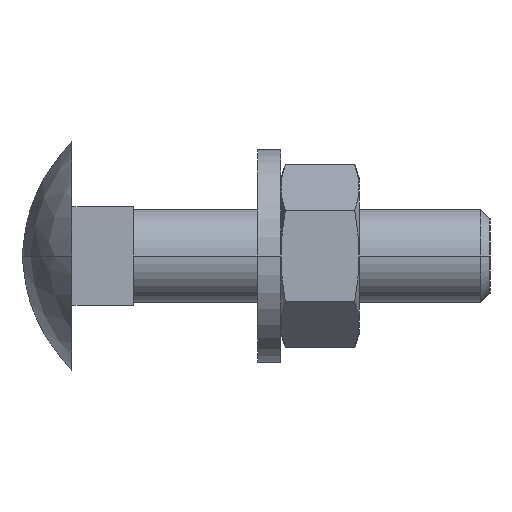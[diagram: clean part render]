
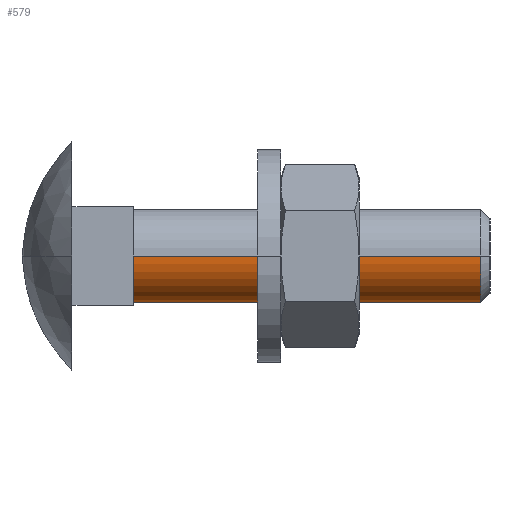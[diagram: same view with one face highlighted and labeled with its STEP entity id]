
A CAD part, left-side view. The second image highlights one B-rep face of the part: STEP entity #579.
In plain terms, the highlighted cylindrical face has radius 5 mm (diameter 10 mm), a partial arc.
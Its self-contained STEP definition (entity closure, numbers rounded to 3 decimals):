
#579=ADVANCED_FACE('',(#1047),#1048,.T.);
#1047=FACE_OUTER_BOUND('',#1493,.T.);
#1048=CYLINDRICAL_SURFACE('',#1494,5.0);
#1493=EDGE_LOOP('',(#2422,#2423,#2424,#2425));
#1494=AXIS2_PLACEMENT_3D('',#2426,#2427,#2428);
#2422=ORIENTED_EDGE('',*,*,#3041,.F.);
#2423=ORIENTED_EDGE('',*,*,#3042,.F.);
#2424=ORIENTED_EDGE('',*,*,#3043,.F.);
#2425=ORIENTED_EDGE('',*,*,#3044,.F.);
#2426=CARTESIAN_POINT('',(12.254,23.0,12.322));
#2427=DIRECTION('',(0.0,-1.0,0.0));
#2428=DIRECTION('',(-1.0,0.0,0.0));
#3041=EDGE_CURVE('',#3589,#3590,#3591,.T.);
#3042=EDGE_CURVE('',#3592,#3589,#3593,.T.);
#3043=EDGE_CURVE('',#3594,#3592,#3595,.T.);
#3044=EDGE_CURVE('',#3590,#3594,#3596,.T.);
#3589=VERTEX_POINT('',#5026);
#3590=VERTEX_POINT('',#5027);
#3591=LINE('',#5028,#5029);
#3592=VERTEX_POINT('',#5030);
#3593=CIRCLE('',#5031,5.0);
#3594=VERTEX_POINT('',#5032);
#3595=LINE('',#5033,#5034);
#3596=CIRCLE('',#5035,5.0);
#5026=CARTESIAN_POINT('',(7.254,38.4,12.322));
#5027=CARTESIAN_POINT('',(7.254,1.0,12.322));
#5028=CARTESIAN_POINT('',(7.254,23.0,12.322));
#5029=VECTOR('',#5545,1.0);
#5030=CARTESIAN_POINT('',(17.254,38.4,12.322));
#5031=AXIS2_PLACEMENT_3D('',#5546,#5547,#5548);
#5032=CARTESIAN_POINT('',(17.254,1.0,12.322));
#5033=CARTESIAN_POINT('',(17.254,23.0,12.322));
#5034=VECTOR('',#5549,1.0);
#5035=AXIS2_PLACEMENT_3D('',#5550,#5551,#5552);
#5545=DIRECTION('',(0.0,-1.0,0.0));
#5546=CARTESIAN_POINT('',(12.254,38.4,12.322));
#5547=DIRECTION('',(0.0,1.0,0.0));
#5548=DIRECTION('',(-1.0,0.0,0.0));
#5549=DIRECTION('',(-0.0,1.0,-0.0));
#5550=CARTESIAN_POINT('',(12.254,1.0,12.322));
#5551=DIRECTION('',(0.0,-1.0,0.0));
#5552=DIRECTION('',(-1.0,0.0,0.0));
